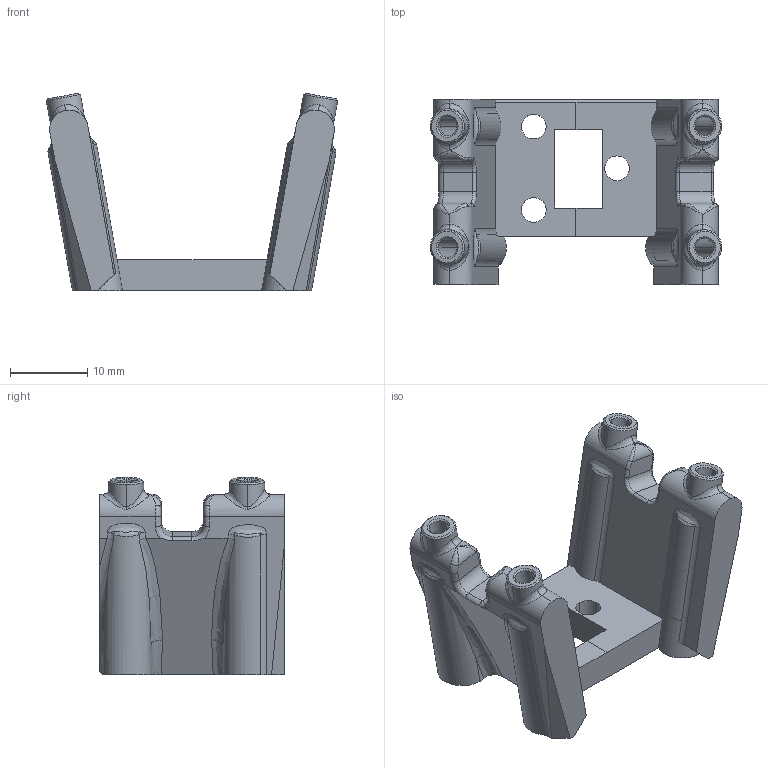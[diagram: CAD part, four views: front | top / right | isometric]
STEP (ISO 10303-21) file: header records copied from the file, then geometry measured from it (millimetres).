
FILE_DESCRIPTION(('CATIA V5 STEP Exchange'),'2;1');
FILE_NAME('SLiM_-_PCB_Klicky_XolToolheadHeight_UHF.stp','2023-12-04T00:56:39+00:00',('none'),('none'),'CATIA Version 5-6 Release 2016 SP4','CATIA V5 STEP AP203','none');
FILE_SCHEMA(('CONFIG_CONTROL_DESIGN'));
Length unit declared in the file: millimetre
Products named in the file (1): PCB Klicky Carrier - Xol Toolhead RapidoDragon
Bounding box: 37.83 x 24 x 25.62 mm (x, y, z)
Volume: 5007.9 mm3; surface area: 4996.1 mm2
Topology: 1 solids, 1 shells, 226 faces, 582 edges, 350 vertices
Faces by surface type: cylinder 94, bspline 59, plane 41, cone 16, torus 16
Entity records: 13817 total; most frequent: CARTESIAN_POINT 9115, ORIENTED_EDGE 1142, DIRECTION 623, EDGE_CURVE 571, VERTEX_POINT 350, AXIS2_PLACEMENT_3D 279, EDGE_LOOP 245, ADVANCED_FACE 226
